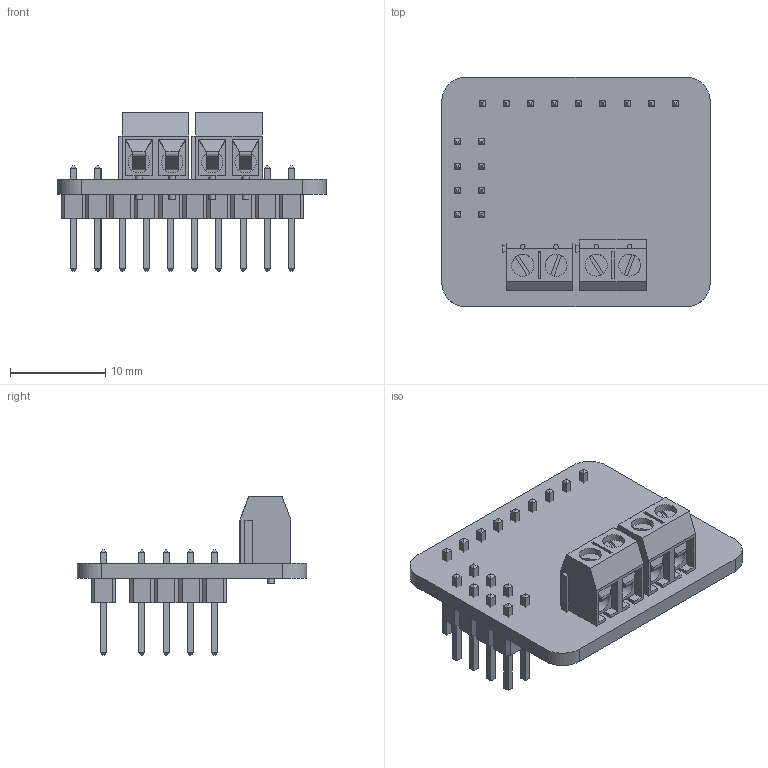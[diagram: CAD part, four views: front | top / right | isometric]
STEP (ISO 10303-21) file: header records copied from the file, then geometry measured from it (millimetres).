
FILE_DESCRIPTION (( 'STEP AP214' ), '1' );
FILE_NAME ('ARDUINO AUDIO AMP MAX98306 987.STEP', '2016-05-20T00:48:14', ( '' ), ( '' ), 'SwSTEP 2.0', 'SolidWorks 2016', '' );
FILE_SCHEMA (( 'AUTOMOTIVE_DESIGN' ));
Length unit declared in the file: inch
Products named in the file (5): ARDUINO AUDIO AMP MAX98306; ARDUINO AUDIO AMP MAX98306 987; .100 Header_2x4; .100 Header_9; Jack
Assembly tree (5 placements, depth 2):
  ARDUINO AUDIO AMP MAX98306 987
    ARDUINO AUDIO AMP MAX98306
    Jack  x2
    .100 Header_9
    .100 Header_2x4
Bounding box: 28.19 x 24.13 x 16.66 mm (x, y, z)
Volume: 1783.2 mm3; surface area: 3528.4 mm2
Topology: 37 solids, 37 shells, 708 faces, 1704 edges, 1084 vertices
Faces by surface type: plane 672, cylinder 36
Full cylindrical faces by diameter (mm): 0.49 x4, 0.7 x4, 2.24 x4, 2.31 x4
Entity records: 20525 total; most frequent: CARTESIAN_POINT 2895, ORIENTED_EDGE 2788, DIRECTION 2648, EDGE_CURVE 1394, VECTOR 1346, LINE 1346, VERTEX_POINT 884, AXIS2_PLACEMENT_3D 651
